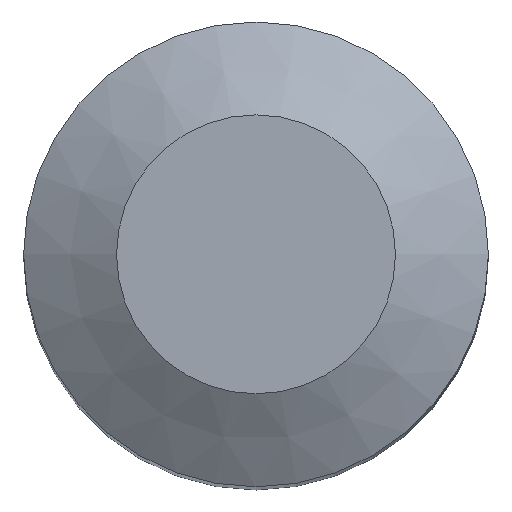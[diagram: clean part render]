
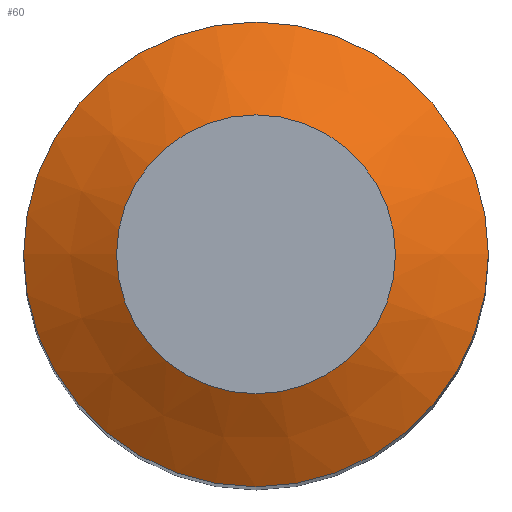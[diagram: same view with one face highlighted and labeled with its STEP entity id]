
A CAD part, top view. The second image highlights one B-rep face of the part: STEP entity #60.
In plain terms, the highlighted conical face has half-angle 60 degrees and reference radius 5 mm.
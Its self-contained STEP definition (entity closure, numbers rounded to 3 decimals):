
#60=ADVANCED_FACE('',(#82,#83),#69,.T.);
#69=CONICAL_SURFACE('',#221,5.,60.);
#82=FACE_BOUND('',#103,.T.);
#83=FACE_BOUND('',#104,.T.);
#103=EDGE_LOOP('',(#125));
#104=EDGE_LOOP('',(#126));
#125=ORIENTED_EDGE('',*,*,#155,.T.);
#126=ORIENTED_EDGE('',*,*,#156,.F.);
#143=VERTEX_POINT('',#329);
#144=VERTEX_POINT('',#332);
#155=EDGE_CURVE('',#143,#143,#166,.T.);
#156=EDGE_CURVE('',#144,#144,#167,.T.);
#166=CIRCLE('',#218,3.);
#167=CIRCLE('',#220,5.);
#218=AXIS2_PLACEMENT_3D('',#328,#259,#260);
#220=AXIS2_PLACEMENT_3D('',#331,#263,#264);
#221=AXIS2_PLACEMENT_3D('',#333,#265,#266);
#259=DIRECTION('',(0.,0.,-1.));
#260=DIRECTION('',(1.,0.,0.));
#263=DIRECTION('',(0.,0.,-1.));
#264=DIRECTION('',(1.,0.,0.));
#265=DIRECTION('',(0.,0.,-1.));
#266=DIRECTION('',(1.,0.,0.));
#328=CARTESIAN_POINT('',(0.,0.,0.));
#329=CARTESIAN_POINT('',(3.,0.,0.));
#331=CARTESIAN_POINT('',(0.,0.,-1.155));
#332=CARTESIAN_POINT('',(5.,0.,-1.155));
#333=CARTESIAN_POINT('',(0.,0.,-1.155));
